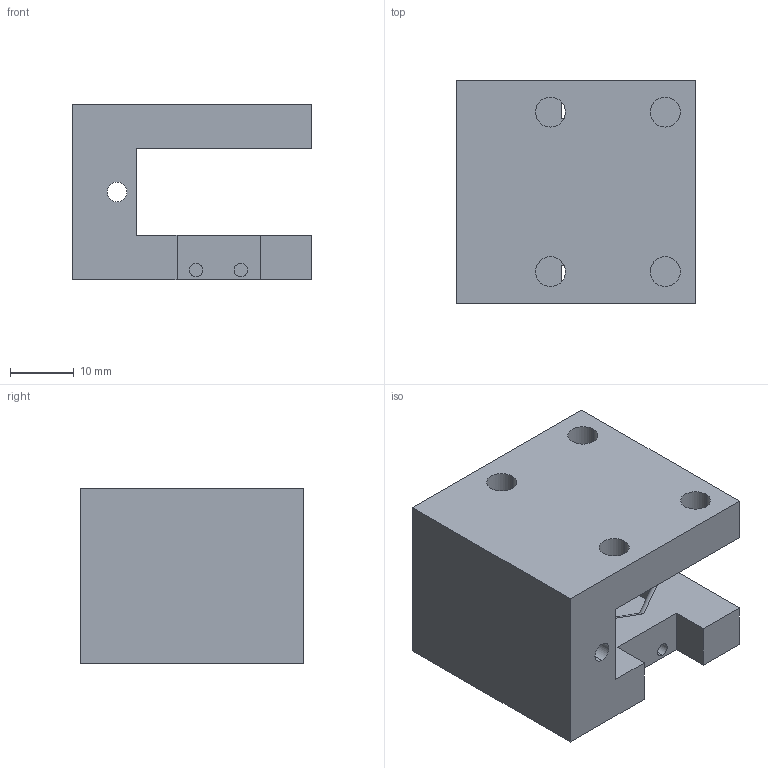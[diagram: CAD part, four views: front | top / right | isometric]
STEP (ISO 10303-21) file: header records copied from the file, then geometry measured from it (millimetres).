
FILE_DESCRIPTION (( 'STEP AP203' ), '1' );
FILE_NAME ('Paddle Shifter Mount.STEP', '2026-01-11T20:46:52', ( '' ), ( '' ), 'SwSTEP 2.0', 'SolidWorks 2024', '' );
FILE_SCHEMA (( 'CONFIG_CONTROL_DESIGN' ));
Length unit declared in the file: millimetre
Products named in the file (1): Paddle Shifter Mount
Bounding box: 37.5 x 35 x 27.5 mm (x, y, z)
Volume: 18788 mm3; surface area: 8697.3 mm2
Topology: 1 solids, 1 shells, 73 faces, 180 edges, 116 vertices
Faces by surface type: plane 40, cylinder 33
Entity records: 2241 total; most frequent: CARTESIAN_POINT 406, ORIENTED_EDGE 360, DIRECTION 358, EDGE_CURVE 180, LINE 126, VECTOR 126, AXIS2_PLACEMENT_3D 116, VERTEX_POINT 116
